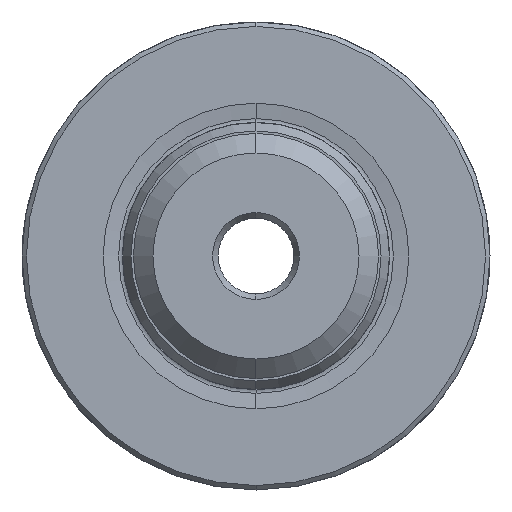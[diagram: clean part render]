
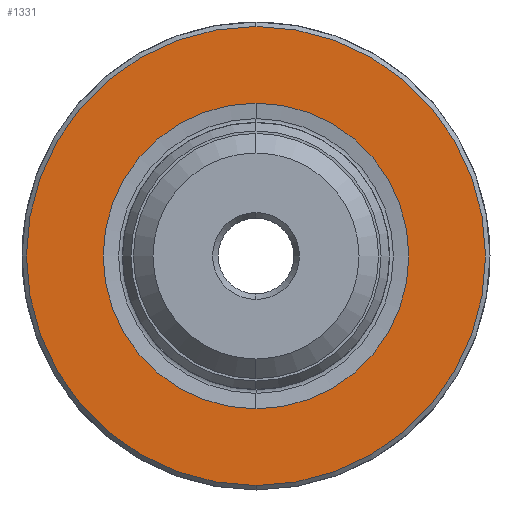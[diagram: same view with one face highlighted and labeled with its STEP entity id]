
A CAD part, left-side view. The second image highlights one B-rep face of the part: STEP entity #1331.
In plain terms, the highlighted planar face has unit normal (-1, 0, 0).
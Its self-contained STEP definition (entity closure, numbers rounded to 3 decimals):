
#5 = EDGE_LOOP ( 'NONE', ( #2023, #2038 ) ) ;
#60 = AXIS2_PLACEMENT_3D ( 'NONE', #279, #301, #355 ) ;
#70 = AXIS2_PLACEMENT_3D ( 'NONE', #298, #300, #154 ) ;
#80 = AXIS2_PLACEMENT_3D ( 'NONE', #151, #158, #129 ) ;
#129 = DIRECTION ( 'NONE',  ( 0., 0., -1. ) ) ;
#151 = CARTESIAN_POINT ( 'NONE',  ( 0., 0., 0. ) ) ;
#154 = DIRECTION ( 'NONE',  ( 0., 0., -1. ) ) ;
#158 = DIRECTION ( 'NONE',  ( 1., 0., 0. ) ) ;
#279 = CARTESIAN_POINT ( 'NONE',  ( 0., 13.715, 0. ) ) ;
#298 = CARTESIAN_POINT ( 'NONE',  ( 0., 0., 0. ) ) ;
#300 = DIRECTION ( 'NONE',  ( 1., 0., 0. ) ) ;
#301 = DIRECTION ( 'NONE',  ( -1., 0., 0. ) ) ;
#325 = CIRCLE ( 'NONE', #2158, 20.6 ) ;
#333 = CIRCLE ( 'NONE', #2130, 13.715 ) ;
#335 = PLANE ( 'NONE',  #60 ) ;
#355 = DIRECTION ( 'NONE',  ( 0., 0., 1. ) ) ;
#403 = DIRECTION ( 'NONE',  ( 0., 0., -1. ) ) ;
#411 = DIRECTION ( 'NONE',  ( 1., 0., 0. ) ) ;
#430 = CARTESIAN_POINT ( 'NONE',  ( 0., 0., 0. ) ) ;
#476 = DIRECTION ( 'NONE',  ( 0., 0., -1. ) ) ;
#486 = DIRECTION ( 'NONE',  ( 1., 0., 0. ) ) ;
#499 = CARTESIAN_POINT ( 'NONE',  ( 0., 0., 0. ) ) ;
#501 = FACE_OUTER_BOUND ( 'NONE', #5, .T. ) ;
#509 = CIRCLE ( 'NONE', #70, 20.6 ) ;
#511 = FACE_BOUND ( 'NONE', #2153, .T. ) ;
#521 = CIRCLE ( 'NONE', #80, 13.715 ) ;
#749 = CARTESIAN_POINT ( 'NONE',  ( 0., 0., -20.6 ) ) ;
#965 = CARTESIAN_POINT ( 'NONE',  ( 0., 0., -13.715 ) ) ;
#1171 = VERTEX_POINT ( 'NONE', #1597 ) ;
#1173 = VERTEX_POINT ( 'NONE', #1665 ) ;
#1317 = EDGE_CURVE ( 'NONE', #1171, #1387, #521, .T. ) ;
#1327 = EDGE_CURVE ( 'NONE', #2095, #1173, #509, .T. ) ;
#1331 = ADVANCED_FACE ( 'NONE', ( #511, #501 ), #335, .T. ) ;
#1387 = VERTEX_POINT ( 'NONE', #965 ) ;
#1573 = EDGE_CURVE ( 'NONE', #1173, #2095, #325, .T. ) ;
#1582 = EDGE_CURVE ( 'NONE', #1387, #1171, #333, .T. ) ;
#1597 = CARTESIAN_POINT ( 'NONE',  ( 0., 0., 13.715 ) ) ;
#1665 = CARTESIAN_POINT ( 'NONE',  ( 0., 0., 20.6 ) ) ;
#2023 = ORIENTED_EDGE ( 'NONE', *, *, #1327, .F. ) ;
#2026 = ORIENTED_EDGE ( 'NONE', *, *, #1582, .T. ) ;
#2038 = ORIENTED_EDGE ( 'NONE', *, *, #1573, .F. ) ;
#2074 = ORIENTED_EDGE ( 'NONE', *, *, #1317, .T. ) ;
#2095 = VERTEX_POINT ( 'NONE', #749 ) ;
#2130 = AXIS2_PLACEMENT_3D ( 'NONE', #430, #411, #403 ) ;
#2153 = EDGE_LOOP ( 'NONE', ( #2074, #2026 ) ) ;
#2158 = AXIS2_PLACEMENT_3D ( 'NONE', #499, #486, #476 ) ;
